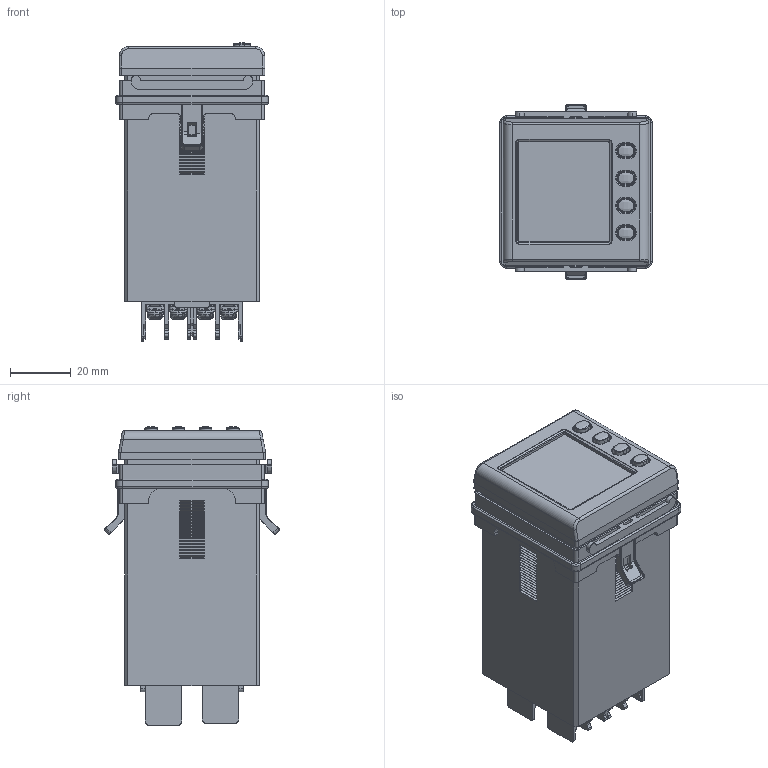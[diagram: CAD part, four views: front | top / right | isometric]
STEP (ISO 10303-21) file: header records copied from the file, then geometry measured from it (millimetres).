
FILE_DESCRIPTION (( 'STEP AP214' ), '1' );
FILE_NAME ('×°ÅäÌå3.STEP', '2021-11-19T04:28:32', ( '' ), ( '' ), 'SwSTEP 2.0', 'SolidWorks 2009', '' );
FILE_SCHEMA (( 'AUTOMOTIVE_DESIGN' ));
Length unit declared in the file: millimetre
Products named in the file (1): 蚾饜极3
Bounding box: 50.3 x 57.71 x 98.29 mm (x, y, z)
Volume: 174142.3 mm3; surface area: 31752.5 mm2
Topology: 6 solids, 8 shells, 3090 faces, 9193 edges, 5922 vertices
Faces by surface type: plane 2045, cylinder 701, bspline 220, cone 84, torus 40
Entity records: 148561 total; most frequent: CARTESIAN_POINT 34062, ORIENTED_EDGE 18378, DIRECTION 15223, EDGE_CURVE 9189, VERTEX_POINT 5922, LINE 5865, VECTOR 5865, AXIS2_PLACEMENT_3D 4679
